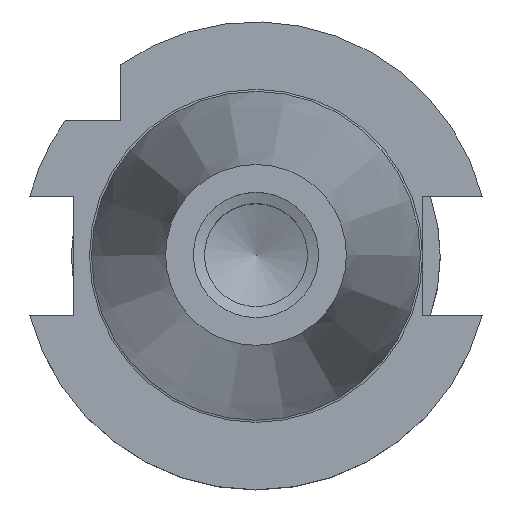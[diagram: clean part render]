
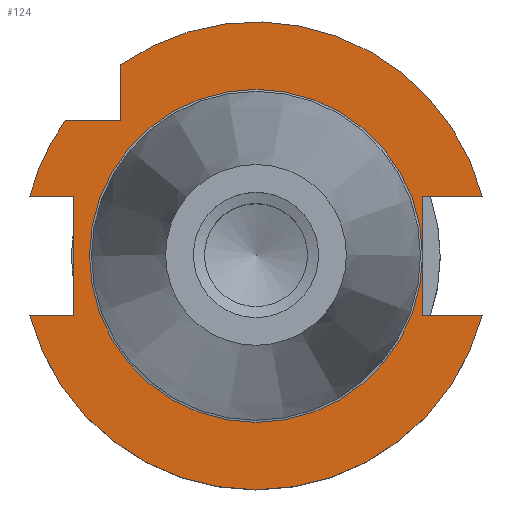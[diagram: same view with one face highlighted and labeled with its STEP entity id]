
A CAD part, top view. The second image highlights one B-rep face of the part: STEP entity #124.
In plain terms, the highlighted planar face has unit normal (0, 0, 1).
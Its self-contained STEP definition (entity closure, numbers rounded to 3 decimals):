
#124=ADVANCED_FACE('',(#196),#171,.F.);
#171=PLANE('',#928);
#196=FACE_OUTER_BOUND('',#236,.T.);
#236=EDGE_LOOP('',(#374,#375,#376,#377,#378,#379,#380,#381,#382,#383,#384,
#385,#386));
#305=CIRCLE('',#916,31.75);
#307=CIRCLE('',#919,31.75);
#309=CIRCLE('',#922,31.75);
#312=CIRCLE('',#927,22.6);
#374=ORIENTED_EDGE('',*,*,#684,.F.);
#375=ORIENTED_EDGE('',*,*,#685,.T.);
#376=ORIENTED_EDGE('',*,*,#686,.T.);
#377=ORIENTED_EDGE('',*,*,#687,.T.);
#378=ORIENTED_EDGE('',*,*,#688,.T.);
#379=ORIENTED_EDGE('',*,*,#675,.T.);
#380=ORIENTED_EDGE('',*,*,#689,.T.);
#381=ORIENTED_EDGE('',*,*,#690,.F.);
#382=ORIENTED_EDGE('',*,*,#679,.F.);
#383=ORIENTED_EDGE('',*,*,#691,.F.);
#384=ORIENTED_EDGE('',*,*,#692,.F.);
#385=ORIENTED_EDGE('',*,*,#693,.T.);
#386=ORIENTED_EDGE('',*,*,#671,.F.);
#588=VERTEX_POINT('',#1302);
#590=VERTEX_POINT('',#1306);
#591=VERTEX_POINT('',#1310);
#594=VERTEX_POINT('',#1315);
#596=VERTEX_POINT('',#1320);
#598=VERTEX_POINT('',#1324);
#603=VERTEX_POINT('',#1337);
#604=VERTEX_POINT('',#1339);
#605=VERTEX_POINT('',#1342);
#606=VERTEX_POINT('',#1345);
#607=VERTEX_POINT('',#1348);
#608=VERTEX_POINT('',#1350);
#671=EDGE_CURVE('',#590,#588,#305,.T.);
#675=EDGE_CURVE('',#591,#594,#307,.T.);
#679=EDGE_CURVE('',#598,#596,#309,.T.);
#684=EDGE_CURVE('',#603,#590,#785,.T.);
#685=EDGE_CURVE('',#603,#604,#786,.T.);
#686=EDGE_CURVE('',#604,#604,#312,.T.);
#687=EDGE_CURVE('',#604,#605,#787,.T.);
#688=EDGE_CURVE('',#605,#591,#788,.T.);
#689=EDGE_CURVE('',#594,#606,#789,.T.);
#690=EDGE_CURVE('',#596,#606,#790,.T.);
#691=EDGE_CURVE('',#607,#598,#791,.T.);
#692=EDGE_CURVE('',#608,#607,#792,.T.);
#693=EDGE_CURVE('',#608,#588,#793,.T.);
#785=LINE('',#1336,#841);
#786=LINE('',#1338,#842);
#787=LINE('',#1341,#843);
#788=LINE('',#1343,#844);
#789=LINE('',#1344,#845);
#790=LINE('',#1346,#846);
#791=LINE('',#1347,#847);
#792=LINE('',#1349,#848);
#793=LINE('',#1351,#849);
#841=VECTOR('',#1070,1.);
#842=VECTOR('',#1071,1.);
#843=VECTOR('',#1074,1.);
#844=VECTOR('',#1075,1.);
#845=VECTOR('',#1076,1.);
#846=VECTOR('',#1077,1.);
#847=VECTOR('',#1078,1.);
#848=VECTOR('',#1079,1.);
#849=VECTOR('',#1080,1.);
#916=AXIS2_PLACEMENT_3D('',#1307,#1042,#1043);
#919=AXIS2_PLACEMENT_3D('',#1316,#1050,#1051);
#922=AXIS2_PLACEMENT_3D('',#1325,#1058,#1059);
#927=AXIS2_PLACEMENT_3D('',#1340,#1072,#1073);
#928=AXIS2_PLACEMENT_3D('',#1352,#1081,#1082);
#1042=DIRECTION('',(0.,0.,-1.));
#1043=DIRECTION('',(-1.,0.,0.));
#1050=DIRECTION('',(0.,0.,1.));
#1051=DIRECTION('',(-1.,0.,0.));
#1058=DIRECTION('',(0.,0.,-1.));
#1059=DIRECTION('',(-1.,0.,0.));
#1070=DIRECTION('',(1.,0.,0.));
#1071=DIRECTION('',(0.,1.,0.));
#1072=DIRECTION('',(0.,0.,-1.));
#1073=DIRECTION('',(-1.,0.,0.));
#1074=DIRECTION('',(0.,1.,0.));
#1075=DIRECTION('',(1.,0.,0.));
#1076=DIRECTION('',(0.,-1.,0.));
#1077=DIRECTION('',(1.,0.,0.));
#1078=DIRECTION('',(-1.,0.,0.));
#1079=DIRECTION('',(0.,1.,0.));
#1080=DIRECTION('',(-1.,0.,0.));
#1081=DIRECTION('',(0.,0.,-1.));
#1082=DIRECTION('',(-1.,0.,0.));
#1302=CARTESIAN_POINT('',(-30.701,-8.095,-3.2));
#1306=CARTESIAN_POINT('',(30.701,-8.095,-3.2));
#1307=CARTESIAN_POINT('',(0.,0.,-3.2));
#1310=CARTESIAN_POINT('',(30.701,8.095,-3.2));
#1315=CARTESIAN_POINT('',(-18.35,25.91,-3.2));
#1316=CARTESIAN_POINT('',(0.,0.,-3.2));
#1320=CARTESIAN_POINT('',(-25.91,18.35,-3.2));
#1324=CARTESIAN_POINT('',(-30.701,8.095,-3.2));
#1325=CARTESIAN_POINT('',(0.,0.,-3.2));
#1336=CARTESIAN_POINT('',(0.,-8.095,-3.2));
#1337=CARTESIAN_POINT('',(22.6,-8.095,-3.2));
#1338=CARTESIAN_POINT('',(22.6,22.,-3.2));
#1339=CARTESIAN_POINT('',(22.6,0.,-3.2));
#1340=CARTESIAN_POINT('',(0.,0.,-3.2));
#1341=CARTESIAN_POINT('',(22.6,22.,-3.2));
#1342=CARTESIAN_POINT('',(22.6,8.095,-3.2));
#1343=CARTESIAN_POINT('',(41.75,8.095,-3.2));
#1344=CARTESIAN_POINT('',(-18.35,22.,-3.2));
#1345=CARTESIAN_POINT('',(-18.35,18.35,-3.2));
#1346=CARTESIAN_POINT('',(0.,18.35,-3.2));
#1347=CARTESIAN_POINT('',(0.,8.095,-3.2));
#1348=CARTESIAN_POINT('',(-24.8,8.095,-3.2));
#1349=CARTESIAN_POINT('',(-24.8,22.,-3.2));
#1350=CARTESIAN_POINT('',(-24.8,-8.095,-3.2));
#1351=CARTESIAN_POINT('',(-41.75,-8.095,-3.2));
#1352=CARTESIAN_POINT('',(0.,22.,-3.2));
